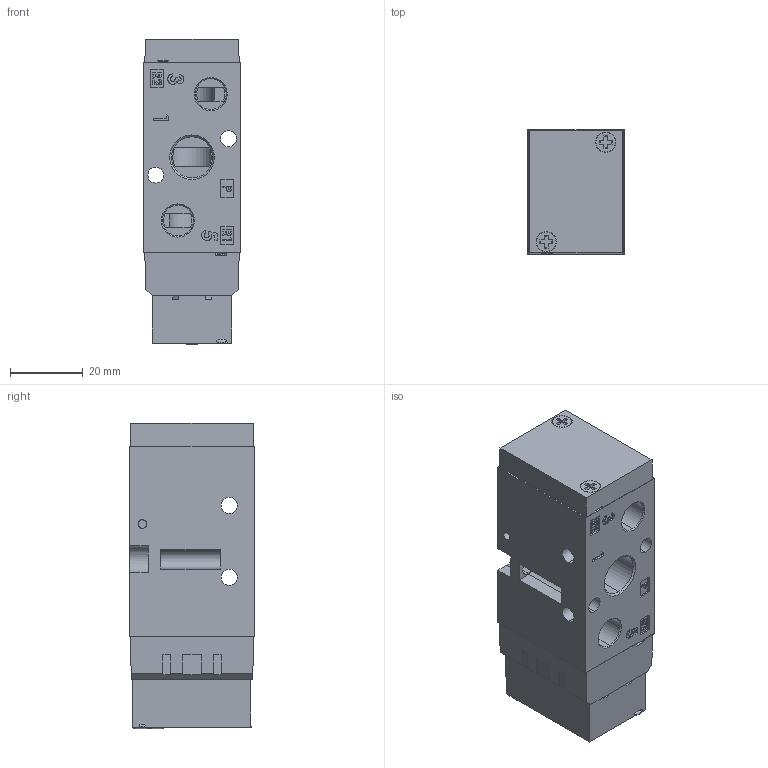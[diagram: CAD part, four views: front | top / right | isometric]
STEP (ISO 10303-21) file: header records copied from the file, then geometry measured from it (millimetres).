
FILE_DESCRIPTION (( 'STEP AP203' ), '1' );
FILE_NAME ('SFP4101.STEP', '2013-01-22T07:21:16', ( '' ), ( '' ), 'SwSTEP 2.0', 'SolidWorks 2008', '' );
FILE_SCHEMA (( 'CONFIG_CONTROL_DESIGN' ));
Length unit declared in the file: millimetre
Products named in the file (8): SFP4101; Body_ル遽; BodyCover_ル遽; BodyCoverBolt(M3xL12)_ル遽; SemiPilot_ル遽; MasterPilot_ル遽; MasterPilotBolt(M3xL30)_ル遽; PilotPlateBolt(M3xL30)_ル遽
Assembly tree (8 placements, depth 2):
  SFP4101
    Body_ル遽
    BodyCover_ル遽
    BodyCoverBolt(M3xL12)_ル遽  x2
    SemiPilot_ル遽
    MasterPilotBolt(M3xL30)_ル遽
    MasterPilot_ル遽
    PilotPlateBolt(M3xL30)_ル遽
Bounding box: 26.7 x 34.2 x 84.2 mm (x, y, z)
Volume: 44965 mm3; surface area: 32181.9 mm2
Topology: 8 solids, 8 shells, 1362 faces, 3351 edges, 2075 vertices
Faces by surface type: plane 525, cone 458, cylinder 318, bspline 58, torus 3
Entity records: 42383 total; most frequent: CARTESIAN_POINT 10686, DIRECTION 6513, ORIENTED_EDGE 6370, EDGE_CURVE 3185, AXIS2_PLACEMENT_3D 2286, VERTEX_POINT 1983, VECTOR 1941, LINE 1941
